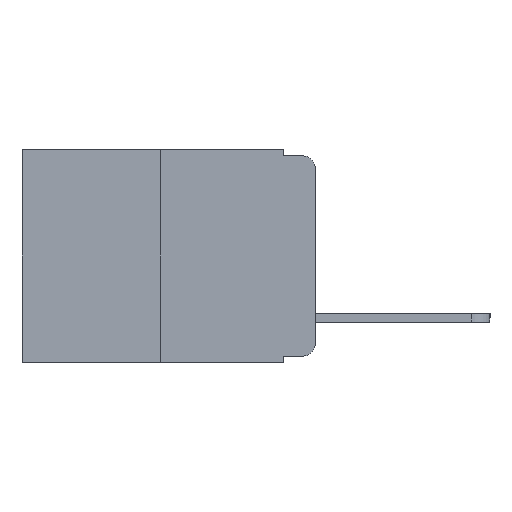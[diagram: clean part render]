
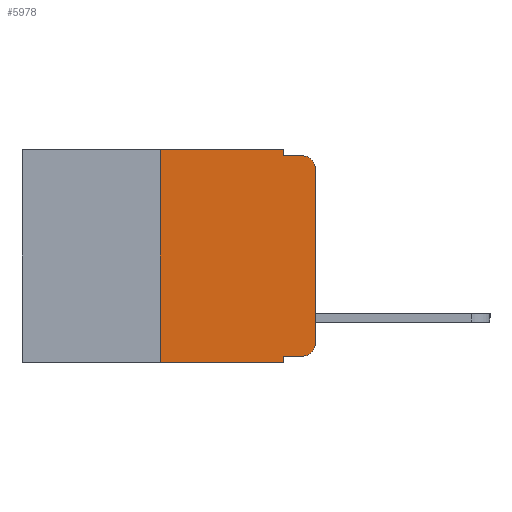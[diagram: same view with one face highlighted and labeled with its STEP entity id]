
A CAD part, left-side view. The second image highlights one B-rep face of the part: STEP entity #5978.
In plain terms, the highlighted planar face has unit normal (-1, 0, 0).
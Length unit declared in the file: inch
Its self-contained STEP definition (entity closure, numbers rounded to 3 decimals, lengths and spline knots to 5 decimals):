
#66 = VERTEX_POINT ( 'NONE', #12028 ) ;
#447 = VERTEX_POINT ( 'NONE', #10429 ) ;
#556 = DIRECTION ( 'NONE',  ( 0., -1., 0. ) ) ;
#717 = DIRECTION ( 'NONE',  ( 0., 0., -1. ) ) ;
#1076 = VECTOR ( 'NONE', #17838, 39.37008 ) ;
#1357 = VECTOR ( 'NONE', #2665, 39.37008 ) ;
#1936 = VECTOR ( 'NONE', #12270, 39.37008 ) ;
#2665 = DIRECTION ( 'NONE',  ( 0., 0., -1. ) ) ;
#3482 = CARTESIAN_POINT ( 'NONE',  ( 0., 0.02, -0.03 ) ) ;
#3547 = DIRECTION ( 'NONE',  ( -1., 0., 0. ) ) ;
#3752 = ORIENTED_EDGE ( 'NONE', *, *, #4411, .F. ) ;
#4182 = EDGE_CURVE ( 'NONE', #5968, #19115, #8691, .T. ) ;
#4257 = EDGE_CURVE ( 'NONE', #15657, #5968, #20103, .T. ) ;
#4265 = EDGE_CURVE ( 'NONE', #15657, #17715, #6005, .T. ) ;
#4318 = EDGE_CURVE ( 'NONE', #17299, #447, #17864, .T. ) ;
#4411 = EDGE_CURVE ( 'NONE', #6408, #66, #19871, .T. ) ;
#4444 = EDGE_CURVE ( 'NONE', #66, #20736, #16032, .T. ) ;
#4510 = EDGE_CURVE ( 'NONE', #12279, #20736, #20984, .T. ) ;
#4532 = CARTESIAN_POINT ( 'NONE',  ( 0., 0.25, -0.343 ) ) ;
#4554 = EDGE_CURVE ( 'NONE', #19115, #12279, #20082, .T. ) ;
#4830 = ORIENTED_EDGE ( 'NONE', *, *, #4318, .F. ) ;
#5186 = DIRECTION ( 'NONE',  ( 0., -1., 0. ) ) ;
#5344 = DIRECTION ( 'NONE',  ( 0., 0., -1. ) ) ;
#5566 = EDGE_CURVE ( 'NONE', #17299, #17715, #10285, .T. ) ;
#5968 = VERTEX_POINT ( 'NONE', #12935 ) ;
#5978 = ADVANCED_FACE ( 'NONE', ( #8136 ), #18321, .F. ) ;
#6005 = LINE ( 'NONE', #21027, #1357 ) ;
#6021 = EDGE_CURVE ( 'NONE', #447, #6408, #19650, .T. ) ;
#6408 = VERTEX_POINT ( 'NONE', #20822 ) ;
#6594 = CARTESIAN_POINT ( 'NONE',  ( 0., 0.051, -0.333 ) ) ;
#7290 = DIRECTION ( 'NONE',  ( 0., 0., 1. ) ) ;
#7472 = DIRECTION ( 'NONE',  ( -1., 0., 0. ) ) ;
#7578 = VECTOR ( 'NONE', #7290, 39.37008 ) ;
#7860 = VECTOR ( 'NONE', #717, 39.37008 ) ;
#7999 = CARTESIAN_POINT ( 'NONE',  ( 0., 0.051, -0.01 ) ) ;
#8136 = FACE_OUTER_BOUND ( 'NONE', #10343, .T. ) ;
#8691 = CIRCLE ( 'NONE', #15947, 0.02 ) ;
#8698 = CARTESIAN_POINT ( 'NONE',  ( 0., 0.25, 0. ) ) ;
#8732 = CARTESIAN_POINT ( 'NONE',  ( 0., 0.051, 0. ) ) ;
#8874 = CARTESIAN_POINT ( 'NONE',  ( 0., 0.051, -0.333 ) ) ;
#9067 = AXIS2_PLACEMENT_3D ( 'NONE', #19687, #17589, #17660 ) ;
#9320 = DIRECTION ( 'NONE',  ( 0., 0., 1. ) ) ;
#9485 = VECTOR ( 'NONE', #9320, 39.37008 ) ;
#9912 = ORIENTED_EDGE ( 'NONE', *, *, #5566, .T. ) ;
#10285 = LINE ( 'NONE', #17826, #1076 ) ;
#10343 = EDGE_LOOP ( 'NONE', ( #11191, #11747, #19797, #3752, #17315, #4830, #9912, #14258, #14755, #18686 ) ) ;
#10429 = CARTESIAN_POINT ( 'NONE',  ( 0., 0.25, 0. ) ) ;
#10757 = VECTOR ( 'NONE', #556, 39.37008 ) ;
#11028 = VECTOR ( 'NONE', #5186, 39.37008 ) ;
#11191 = ORIENTED_EDGE ( 'NONE', *, *, #4554, .T. ) ;
#11747 = ORIENTED_EDGE ( 'NONE', *, *, #4510, .T. ) ;
#12028 = CARTESIAN_POINT ( 'NONE',  ( 0., 0.051, -0.01 ) ) ;
#12270 = DIRECTION ( 'NONE',  ( 0., -1., 0. ) ) ;
#12279 = VERTEX_POINT ( 'NONE', #13961 ) ;
#12935 = CARTESIAN_POINT ( 'NONE',  ( 0., 0.02, -0.333 ) ) ;
#13961 = CARTESIAN_POINT ( 'NONE',  ( 0., 0., -0.03 ) ) ;
#14258 = ORIENTED_EDGE ( 'NONE', *, *, #4265, .F. ) ;
#14755 = ORIENTED_EDGE ( 'NONE', *, *, #4257, .T. ) ;
#15018 = CARTESIAN_POINT ( 'NONE',  ( 0., 0.473, 0. ) ) ;
#15210 = CARTESIAN_POINT ( 'NONE',  ( 0., 0.051, -0.343 ) ) ;
#15369 = CARTESIAN_POINT ( 'NONE',  ( 0., 0.02, -0.01 ) ) ;
#15657 = VERTEX_POINT ( 'NONE', #8874 ) ;
#15947 = AXIS2_PLACEMENT_3D ( 'NONE', #20017, #7472, #17222 ) ;
#16032 = LINE ( 'NONE', #7999, #10757 ) ;
#16360 = CARTESIAN_POINT ( 'NONE',  ( 0., 0., 0. ) ) ;
#17222 = DIRECTION ( 'NONE',  ( 0., 0., -1. ) ) ;
#17299 = VERTEX_POINT ( 'NONE', #4532 ) ;
#17315 = ORIENTED_EDGE ( 'NONE', *, *, #6021, .F. ) ;
#17589 = DIRECTION ( 'NONE',  ( 1., 0., 0. ) ) ;
#17660 = DIRECTION ( 'NONE',  ( 0., 0., -1. ) ) ;
#17715 = VERTEX_POINT ( 'NONE', #15210 ) ;
#17826 = CARTESIAN_POINT ( 'NONE',  ( 0., 0.473, -0.343 ) ) ;
#17838 = DIRECTION ( 'NONE',  ( 0., -1., 0. ) ) ;
#17864 = LINE ( 'NONE', #8698, #9485 ) ;
#18321 = PLANE ( 'NONE',  #9067 ) ;
#18686 = ORIENTED_EDGE ( 'NONE', *, *, #4182, .T. ) ;
#19115 = VERTEX_POINT ( 'NONE', #19411 ) ;
#19411 = CARTESIAN_POINT ( 'NONE',  ( 0., 0., -0.313 ) ) ;
#19467 = AXIS2_PLACEMENT_3D ( 'NONE', #3482, #3547, #5344 ) ;
#19650 = LINE ( 'NONE', #15018, #1936 ) ;
#19687 = CARTESIAN_POINT ( 'NONE',  ( 0., 0.473, 0. ) ) ;
#19797 = ORIENTED_EDGE ( 'NONE', *, *, #4444, .F. ) ;
#19871 = LINE ( 'NONE', #8732, #7860 ) ;
#20017 = CARTESIAN_POINT ( 'NONE',  ( 0., 0.02, -0.313 ) ) ;
#20082 = LINE ( 'NONE', #16360, #7578 ) ;
#20103 = LINE ( 'NONE', #6594, #11028 ) ;
#20736 = VERTEX_POINT ( 'NONE', #15369 ) ;
#20822 = CARTESIAN_POINT ( 'NONE',  ( 0., 0.051, 0. ) ) ;
#20984 = CIRCLE ( 'NONE', #19467, 0.02 ) ;
#21027 = CARTESIAN_POINT ( 'NONE',  ( 0., 0.051, 0. ) ) ;
